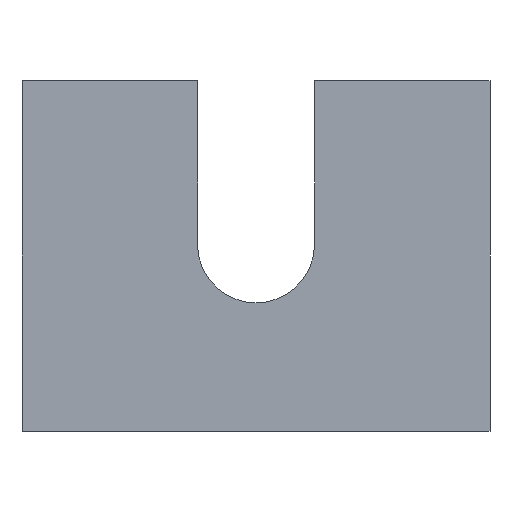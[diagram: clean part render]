
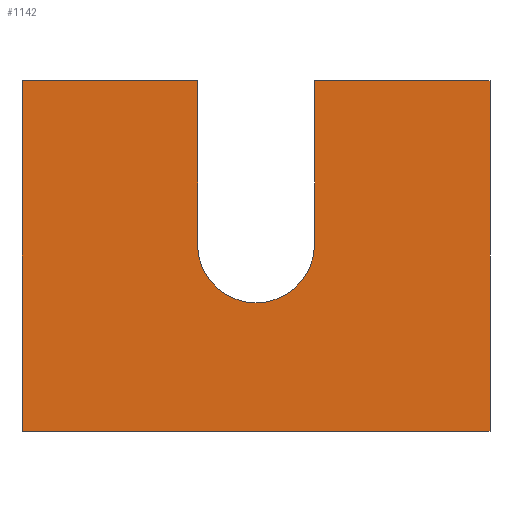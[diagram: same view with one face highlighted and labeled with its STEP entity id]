
A CAD part, front view. The second image highlights one B-rep face of the part: STEP entity #1142.
In plain terms, the highlighted planar face has unit normal (0, -1, 0).
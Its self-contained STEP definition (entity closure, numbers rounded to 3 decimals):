
#60 = DIRECTION ( 'NONE',  ( -1., 0., 0. ) ) ;
#66 = EDGE_CURVE ( 'NONE', #983, #214, #1682, .T. ) ;
#75 = CARTESIAN_POINT ( 'NONE',  ( -14., -63., 10. ) ) ;
#85 = CARTESIAN_POINT ( 'NONE',  ( -14., -63., 10. ) ) ;
#91 = VECTOR ( 'NONE', #2401, 1000. ) ;
#214 = VERTEX_POINT ( 'NONE', #2036 ) ;
#245 = EDGE_CURVE ( 'NONE', #689, #693, #2454, .T. ) ;
#303 = DIRECTION ( 'NONE',  ( 0., 0., 1. ) ) ;
#312 = DIRECTION ( 'NONE',  ( 1., 0., 0. ) ) ;
#340 = VECTOR ( 'NONE', #1954, 1000. ) ;
#463 = CIRCLE ( 'NONE', #906, 5. ) ;
#473 = CARTESIAN_POINT ( 'NONE',  ( 16., -63., -5. ) ) ;
#489 = CARTESIAN_POINT ( 'NONE',  ( 0., -63., 10. ) ) ;
#516 = CARTESIAN_POINT ( 'NONE',  ( -14., -63., 35. ) ) ;
#561 = ORIENTED_EDGE ( 'NONE', *, *, #3025, .F. ) ;
#618 = CARTESIAN_POINT ( 'NONE',  ( -14., -63., -5. ) ) ;
#688 = CARTESIAN_POINT ( 'NONE',  ( 16., -63., -5. ) ) ;
#689 = VERTEX_POINT ( 'NONE', #688 ) ;
#693 = VERTEX_POINT ( 'NONE', #2881 ) ;
#715 = LINE ( 'NONE', #75, #2954 ) ;
#821 = DIRECTION ( 'NONE',  ( 0., -1., 0. ) ) ;
#822 = CARTESIAN_POINT ( 'NONE',  ( 0., -63., 15. ) ) ;
#861 = ORIENTED_EDGE ( 'NONE', *, *, #3363, .F. ) ;
#906 = AXIS2_PLACEMENT_3D ( 'NONE', #1679, #2230, #2542 ) ;
#929 = ORIENTED_EDGE ( 'NONE', *, *, #2885, .F. ) ;
#983 = VERTEX_POINT ( 'NONE', #1024 ) ;
#996 = LINE ( 'NONE', #473, #91 ) ;
#1024 = CARTESIAN_POINT ( 'NONE',  ( 0., -63., 20. ) ) ;
#1142 = ADVANCED_FACE ( 'NONE', ( #3504 ), #1654, .T. ) ;
#1271 = ORIENTED_EDGE ( 'NONE', *, *, #2019, .F. ) ;
#1337 = CARTESIAN_POINT ( 'NONE',  ( 16., -63., 35. ) ) ;
#1366 = DIRECTION ( 'NONE',  ( 0., -1., 0. ) ) ;
#1387 = CARTESIAN_POINT ( 'NONE',  ( -14., -63., 20. ) ) ;
#1408 = VERTEX_POINT ( 'NONE', #85 ) ;
#1488 = DIRECTION ( 'NONE',  ( 0., 0., 1. ) ) ;
#1588 = ORIENTED_EDGE ( 'NONE', *, *, #3048, .F. ) ;
#1599 = ORIENTED_EDGE ( 'NONE', *, *, #66, .F. ) ;
#1606 = VERTEX_POINT ( 'NONE', #1337 ) ;
#1654 = PLANE ( 'NONE',  #1868 ) ;
#1667 = EDGE_CURVE ( 'NONE', #1606, #689, #996, .T. ) ;
#1679 = CARTESIAN_POINT ( 'NONE',  ( 0., -63., 15. ) ) ;
#1682 = LINE ( 'NONE', #1387, #340 ) ;
#1724 = DIRECTION ( 'NONE',  ( 1., 0., 0. ) ) ;
#1725 = EDGE_LOOP ( 'NONE', ( #861, #1599, #929, #3173, #561, #1588, #2804, #3406, #1271 ) ) ;
#1785 = EDGE_CURVE ( 'NONE', #2668, #2711, #463, .T. ) ;
#1868 = AXIS2_PLACEMENT_3D ( 'NONE', #822, #1366, #2995 ) ;
#1892 = LINE ( 'NONE', #516, #2442 ) ;
#1954 = DIRECTION ( 'NONE',  ( -1., 0., 0. ) ) ;
#2019 = EDGE_CURVE ( 'NONE', #2682, #1606, #1892, .T. ) ;
#2036 = CARTESIAN_POINT ( 'NONE',  ( -14., -63., 20. ) ) ;
#2058 = VECTOR ( 'NONE', #1488, 1000. ) ;
#2118 = CARTESIAN_POINT ( 'NONE',  ( -14., -63., 35. ) ) ;
#2230 = DIRECTION ( 'NONE',  ( 0., -1., 0. ) ) ;
#2281 = VECTOR ( 'NONE', #60, 1000. ) ;
#2373 = CARTESIAN_POINT ( 'NONE',  ( 5., -63., 15. ) ) ;
#2401 = DIRECTION ( 'NONE',  ( 0., 0., -1. ) ) ;
#2442 = VECTOR ( 'NONE', #3026, 1000. ) ;
#2454 = LINE ( 'NONE', #2566, #2281 ) ;
#2542 = DIRECTION ( 'NONE',  ( 1., 0., 0. ) ) ;
#2566 = CARTESIAN_POINT ( 'NONE',  ( -14., -63., -5. ) ) ;
#2603 = AXIS2_PLACEMENT_3D ( 'NONE', #3043, #821, #312 ) ;
#2668 = VERTEX_POINT ( 'NONE', #489 ) ;
#2682 = VERTEX_POINT ( 'NONE', #2118 ) ;
#2711 = VERTEX_POINT ( 'NONE', #2373 ) ;
#2804 = ORIENTED_EDGE ( 'NONE', *, *, #245, .F. ) ;
#2824 = CIRCLE ( 'NONE', #2603, 5. ) ;
#2828 = LINE ( 'NONE', #3373, #3041 ) ;
#2870 = LINE ( 'NONE', #618, #2058 ) ;
#2881 = CARTESIAN_POINT ( 'NONE',  ( -14., -63., -5. ) ) ;
#2885 = EDGE_CURVE ( 'NONE', #2711, #983, #2824, .T. ) ;
#2954 = VECTOR ( 'NONE', #1724, 1000. ) ;
#2995 = DIRECTION ( 'NONE',  ( 1., 0., 0. ) ) ;
#3025 = EDGE_CURVE ( 'NONE', #1408, #2668, #715, .T. ) ;
#3026 = DIRECTION ( 'NONE',  ( 1., 0., 0. ) ) ;
#3041 = VECTOR ( 'NONE', #303, 1000. ) ;
#3043 = CARTESIAN_POINT ( 'NONE',  ( 0., -63., 15. ) ) ;
#3048 = EDGE_CURVE ( 'NONE', #693, #1408, #2870, .T. ) ;
#3173 = ORIENTED_EDGE ( 'NONE', *, *, #1785, .F. ) ;
#3363 = EDGE_CURVE ( 'NONE', #214, #2682, #2828, .T. ) ;
#3373 = CARTESIAN_POINT ( 'NONE',  ( -14., -63., 35. ) ) ;
#3406 = ORIENTED_EDGE ( 'NONE', *, *, #1667, .F. ) ;
#3504 = FACE_OUTER_BOUND ( 'NONE', #1725, .T. ) ;
